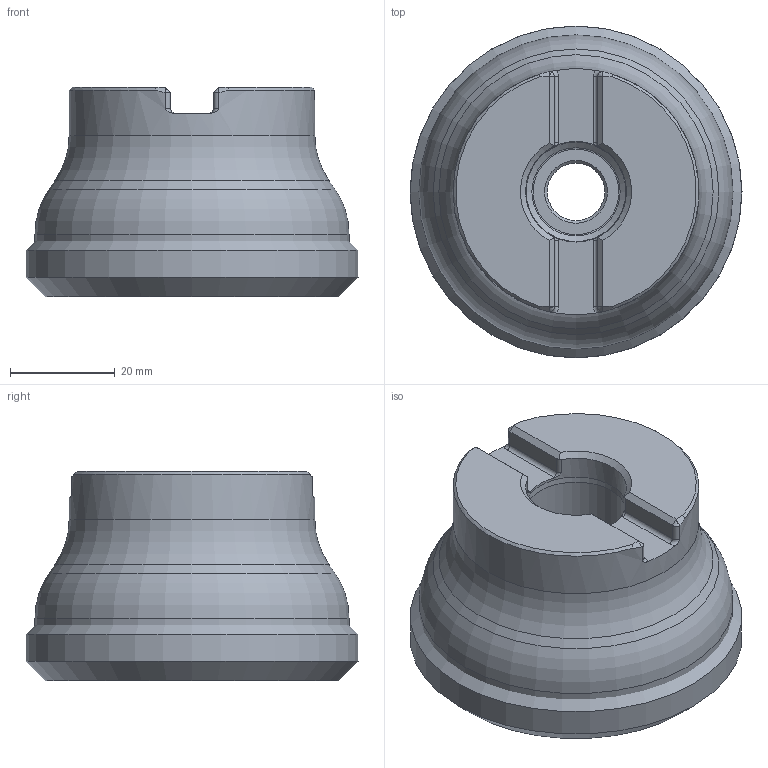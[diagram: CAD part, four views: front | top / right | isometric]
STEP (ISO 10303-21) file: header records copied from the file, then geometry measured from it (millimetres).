
FILE_DESCRIPTION(/* description */ (''),/* implementation_level */ '2;1');
FILE_NAME(/* name */ '250A06R_IS45OD05_C_115010618ndi000_00_SIM.stp',/* time_stamp */ '2019-12-13T08:51:05+01:00',/* author */ (''),/* organization */ (''),/* preprocessor_version */ 'ST-DEVELOPER v16.7',/* originating_system */ 'SIEMENS PLM Software NX 12.0',/* authorisation */ '');
FILE_SCHEMA (('AUTOMOTIVE_DESIGN { 1 0 10303 214 3 1 1 1 }'));
Length unit declared in the file: millimetre
Products named in the file (1): wq700FE406D3frmz
Bounding box: 63.45 x 63.45 x 39.97 mm (x, y, z)
Volume: 96542.1 mm3; surface area: 19462.4 mm2
Topology: 2 solids, 2 shells, 87 faces, 206 edges, 119 vertices
Faces by surface type: cylinder 28, plane 20, torus 16, cone 15, revolution 8
Full cylindrical faces by diameter (mm): 11 x1, 16 x1, 19.056 x1, 19.25 x1, 47 x1, 60.036 x1
Entity records: 2475 total; most frequent: CARTESIAN_POINT 612, DIRECTION 392, ORIENTED_EDGE 332, EDGE_CURVE 166, AXIS2_PLACEMENT_3D 166, EDGE_LOOP 120, VERTEX_POINT 112, ADVANCED_FACE 87
